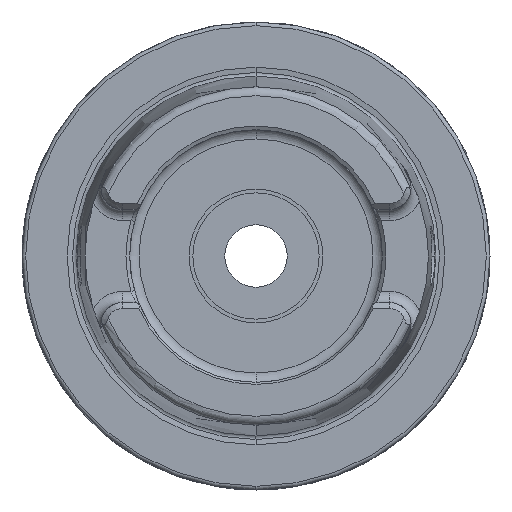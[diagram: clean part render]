
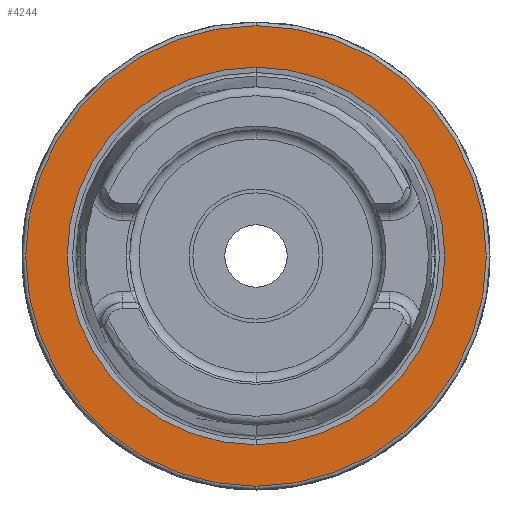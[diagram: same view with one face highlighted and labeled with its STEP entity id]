
A CAD part, left-side view. The second image highlights one B-rep face of the part: STEP entity #4244.
In plain terms, the highlighted planar face has unit normal (-1, 0, 0).
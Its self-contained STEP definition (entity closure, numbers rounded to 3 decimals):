
#1121=CARTESIAN_POINT('',(0.,0.,0.));
#1122=DIRECTION('',(1.,0.,0.));
#1123=DIRECTION('',(0.,0.,-1.));
#1124=AXIS2_PLACEMENT_3D('',#1121,#1122,#1123);
#1126=CARTESIAN_POINT('',(0.,0.,0.));
#1127=DIRECTION('',(1.,0.,0.));
#1128=DIRECTION('',(0.,0.,1.));
#1129=AXIS2_PLACEMENT_3D('',#1126,#1127,#1128);
#1131=CARTESIAN_POINT('',(0.,0.,0.));
#1132=DIRECTION('',(-1.,0.,0.));
#1133=DIRECTION('',(0.,0.,1.));
#1134=AXIS2_PLACEMENT_3D('',#1131,#1132,#1133);
#1136=CARTESIAN_POINT('',(0.,0.,0.));
#1137=DIRECTION('',(-1.,0.,0.));
#1138=DIRECTION('',(0.,0.,-1.));
#1139=AXIS2_PLACEMENT_3D('',#1136,#1137,#1138);
#2733=CARTESIAN_POINT('',(0.,0.,-25.42));
#2734=CARTESIAN_POINT('',(0.,0.,25.42));
#2735=VERTEX_POINT('',#2733);
#2736=VERTEX_POINT('',#2734);
#3062=CARTESIAN_POINT('',(0.,0.,31.));
#3063=CARTESIAN_POINT('',(0.,0.,-31.));
#3064=VERTEX_POINT('',#3062);
#3065=VERTEX_POINT('',#3063);
#4228=CARTESIAN_POINT('',(0.,0.,0.));
#4229=DIRECTION('',(1.,0.,0.));
#4230=DIRECTION('',(0.,0.,1.));
#4231=AXIS2_PLACEMENT_3D('',#4228,#4229,#4230);
#4232=PLANE('',#4231);
#4233=ORIENTED_EDGE('',*,*,#4218,.F.);
#4235=ORIENTED_EDGE('',*,*,#4234,.F.);
#4236=EDGE_LOOP('',(#4233,#4235));
#4237=FACE_OUTER_BOUND('',#4236,.F.);
#4239=ORIENTED_EDGE('',*,*,#4238,.F.);
#4241=ORIENTED_EDGE('',*,*,#4240,.F.);
#4242=EDGE_LOOP('',(#4239,#4241));
#4243=FACE_BOUND('',#4242,.F.);
#4244=ADVANCED_FACE('',(#4237,#4243),#4232,.F.);
#1125=CIRCLE('',#1124,25.42);
#1130=CIRCLE('',#1129,25.42);
#1135=CIRCLE('',#1134,31.);
#1140=CIRCLE('',#1139,31.);
#4218=EDGE_CURVE('',#3064,#3065,#1135,.T.);
#4234=EDGE_CURVE('',#3065,#3064,#1140,.T.);
#4238=EDGE_CURVE('',#2735,#2736,#1125,.T.);
#4240=EDGE_CURVE('',#2736,#2735,#1130,.T.);
